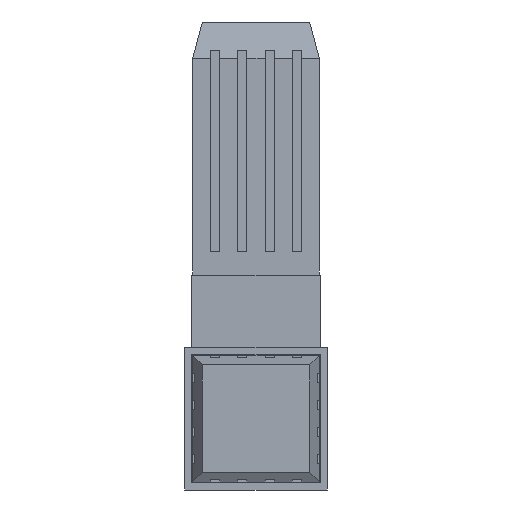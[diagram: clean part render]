
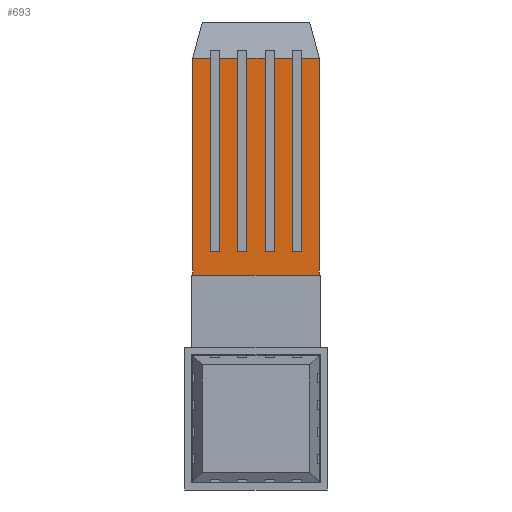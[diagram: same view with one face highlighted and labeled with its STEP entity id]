
A CAD part, left-side view. The second image highlights one B-rep face of the part: STEP entity #693.
In plain terms, the highlighted planar face has unit normal (-1, 0, 0).
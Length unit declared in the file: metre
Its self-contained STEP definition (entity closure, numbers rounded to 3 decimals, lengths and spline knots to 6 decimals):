
#693=ADVANCED_FACE('',(#1410),#1411,.T.);
#1410=FACE_OUTER_BOUND('',#2149,.T.);
#1411=PLANE('',#2150);
#2149=EDGE_LOOP('',(#4312,#4313,#4314,#4315,#4316,#4317,#4318,#4319,#4320,#4321,#4322,#4323,#4324,#4325,#4326,#4327,#4328,#4329,#4330,#4331));
#2150=AXIS2_PLACEMENT_3D('',#4332,#4333,#4334);
#4312=ORIENTED_EDGE('',*,*,#4890,.T.);
#4313=ORIENTED_EDGE('',*,*,#4697,.T.);
#4314=ORIENTED_EDGE('',*,*,#4771,.T.);
#4315=ORIENTED_EDGE('',*,*,#5228,.T.);
#4316=ORIENTED_EDGE('',*,*,#5027,.T.);
#4317=ORIENTED_EDGE('',*,*,#4693,.T.);
#4318=ORIENTED_EDGE('',*,*,#5127,.T.);
#4319=ORIENTED_EDGE('',*,*,#5062,.T.);
#4320=ORIENTED_EDGE('',*,*,#5015,.T.);
#4321=ORIENTED_EDGE('',*,*,#4689,.T.);
#4322=ORIENTED_EDGE('',*,*,#5172,.T.);
#4323=ORIENTED_EDGE('',*,*,#5458,.T.);
#4324=ORIENTED_EDGE('',*,*,#4773,.T.);
#4325=ORIENTED_EDGE('',*,*,#4685,.T.);
#4326=ORIENTED_EDGE('',*,*,#4574,.F.);
#4327=ORIENTED_EDGE('',*,*,#4810,.F.);
#4328=ORIENTED_EDGE('',*,*,#5288,.F.);
#4329=ORIENTED_EDGE('',*,*,#4681,.T.);
#4330=ORIENTED_EDGE('',*,*,#5190,.T.);
#4331=ORIENTED_EDGE('',*,*,#4780,.T.);
#4332=CARTESIAN_POINT('',(0.255397,0.012535,0.059995));
#4333=DIRECTION('',(-1.0,0.0,0.));
#4334=DIRECTION('',(0.,0.0,1.0));
#4574=EDGE_CURVE('',#5503,#5505,#5506,.T.);
#4681=EDGE_CURVE('',#5701,#5699,#5702,.T.);
#4685=EDGE_CURVE('',#5708,#5505,#5709,.T.);
#4689=EDGE_CURVE('',#5716,#5714,#5717,.T.);
#4693=EDGE_CURVE('',#5724,#5722,#5725,.T.);
#4697=EDGE_CURVE('',#5695,#5730,#5732,.T.);
#4771=EDGE_CURVE('',#5730,#5860,#5862,.T.);
#4773=EDGE_CURVE('',#5864,#5708,#5865,.T.);
#4780=EDGE_CURVE('',#5870,#5875,#5877,.T.);
#4810=EDGE_CURVE('',#5928,#5503,#5929,.T.);
#4890=EDGE_CURVE('',#5875,#5695,#6053,.T.);
#5015=EDGE_CURVE('',#6250,#5716,#6251,.T.);
#5027=EDGE_CURVE('',#6267,#5724,#6268,.T.);
#5062=EDGE_CURVE('',#6316,#6250,#6320,.T.);
#5127=EDGE_CURVE('',#5722,#6316,#6415,.T.);
#5172=EDGE_CURVE('',#5714,#6474,#6476,.T.);
#5190=EDGE_CURVE('',#5699,#5870,#6496,.T.);
#5228=EDGE_CURVE('',#5860,#6267,#6550,.T.);
#5288=EDGE_CURVE('',#5701,#5928,#6633,.T.);
#5458=EDGE_CURVE('',#6474,#5864,#6834,.T.);
#5503=VERTEX_POINT('',#6884);
#5505=VERTEX_POINT('',#6887);
#5506=LINE('',#6888,#6889);
#5695=VERTEX_POINT('',#7163);
#5699=VERTEX_POINT('',#7169);
#5701=VERTEX_POINT('',#7172);
#5702=LINE('',#7173,#7174);
#5708=VERTEX_POINT('',#7183);
#5709=LINE('',#7184,#7185);
#5714=VERTEX_POINT('',#7192);
#5716=VERTEX_POINT('',#7195);
#5717=LINE('',#7196,#7197);
#5722=VERTEX_POINT('',#7204);
#5724=VERTEX_POINT('',#7207);
#5725=LINE('',#7208,#7209);
#5730=VERTEX_POINT('',#7216);
#5732=LINE('',#7219,#7220);
#5860=VERTEX_POINT('',#7410);
#5862=LINE('',#7413,#7414);
#5864=VERTEX_POINT('',#7416);
#5865=LINE('',#7417,#7418);
#5870=VERTEX_POINT('',#7425);
#5875=VERTEX_POINT('',#7432);
#5877=LINE('',#7435,#7436);
#5928=VERTEX_POINT('',#7512);
#5929=LINE('',#7513,#7514);
#6053=LINE('',#7698,#7699);
#6250=VERTEX_POINT('',#7997);
#6251=LINE('',#7998,#7999);
#6267=VERTEX_POINT('',#8024);
#6268=LINE('',#8025,#8026);
#6316=VERTEX_POINT('',#8097);
#6320=LINE('',#8103,#8104);
#6415=LINE('',#8252,#8253);
#6474=VERTEX_POINT('',#8341);
#6476=LINE('',#8344,#8345);
#6496=LINE('',#8374,#8375);
#6550=LINE('',#8459,#8460);
#6633=LINE('',#8591,#8592);
#6834=LINE('',#8890,#8891);
#6884=CARTESIAN_POINT('',(0.255397,0.023673,0.03777));
#6887=CARTESIAN_POINT('',(0.255397,0.023673,0.07587));
#6888=CARTESIAN_POINT('',(0.255397,0.023673,0.059995));
#6889=VECTOR('',#8933,1.0);
#7163=CARTESIAN_POINT('',(0.255397,0.00617,0.07587));
#7169=CARTESIAN_POINT('',(0.255397,0.004583,0.07587));
#7172=CARTESIAN_POINT('',(0.255397,0.001397,0.07587));
#7173=CARTESIAN_POINT('',(0.255397,0.012535,0.07587));
#7174=VECTOR('',#9022,1.0);
#7183=CARTESIAN_POINT('',(0.255397,0.020488,0.07587));
#7184=CARTESIAN_POINT('',(0.255397,0.012535,0.07587));
#7185=VECTOR('',#9026,1.0);
#7192=CARTESIAN_POINT('',(0.255397,0.018901,0.07587));
#7195=CARTESIAN_POINT('',(0.255397,0.015716,0.07587));
#7196=CARTESIAN_POINT('',(0.255397,0.012535,0.07587));
#7197=VECTOR('',#9030,1.0);
#7204=CARTESIAN_POINT('',(0.255397,0.014128,0.07587));
#7207=CARTESIAN_POINT('',(0.255397,0.010943,0.07587));
#7208=CARTESIAN_POINT('',(0.255397,0.012535,0.07587));
#7209=VECTOR('',#9034,1.0);
#7216=CARTESIAN_POINT('',(0.255397,0.009355,0.07587));
#7219=CARTESIAN_POINT('',(0.255397,0.012535,0.07587));
#7220=VECTOR('',#9038,1.0);
#7410=CARTESIAN_POINT('',(0.255397,0.009355,0.041891));
#7413=CARTESIAN_POINT('',(0.255397,0.009355,0.062529));
#7414=VECTOR('',#9102,1.0);
#7416=CARTESIAN_POINT('',(0.255397,0.020488,0.041891));
#7417=CARTESIAN_POINT('',(0.255397,0.020488,0.062529));
#7418=VECTOR('',#9103,1.0);
#7425=CARTESIAN_POINT('',(0.255397,0.004583,0.041891));
#7432=CARTESIAN_POINT('',(0.255397,0.00617,0.041891));
#7435=CARTESIAN_POINT('',(0.255397,0.004583,0.041891));
#7436=VECTOR('',#9109,1.0);
#7512=CARTESIAN_POINT('',(0.255397,0.001397,0.03777));
#7513=CARTESIAN_POINT('',(0.255397,0.012535,0.03777));
#7514=VECTOR('',#9135,1.0);
#7698=CARTESIAN_POINT('',(0.255397,0.00617,0.062529));
#7699=VECTOR('',#9196,1.0);
#7997=CARTESIAN_POINT('',(0.255397,0.015716,0.041891));
#7998=CARTESIAN_POINT('',(0.255397,0.015716,0.062529));
#7999=VECTOR('',#9298,1.0);
#8024=CARTESIAN_POINT('',(0.255397,0.010943,0.041891));
#8025=CARTESIAN_POINT('',(0.255397,0.010943,0.062529));
#8026=VECTOR('',#9308,1.0);
#8097=CARTESIAN_POINT('',(0.255397,0.014128,0.041891));
#8103=CARTESIAN_POINT('',(0.255397,0.014128,0.041891));
#8104=VECTOR('',#9334,1.0);
#8252=CARTESIAN_POINT('',(0.255397,0.014128,0.062529));
#8253=VECTOR('',#9388,1.0);
#8341=CARTESIAN_POINT('',(0.255397,0.018901,0.041891));
#8344=CARTESIAN_POINT('',(0.255397,0.018901,0.062529));
#8345=VECTOR('',#9419,1.0);
#8374=CARTESIAN_POINT('',(0.255397,0.004583,0.062529));
#8375=VECTOR('',#9429,1.0);
#8459=CARTESIAN_POINT('',(0.255397,0.009355,0.041891));
#8460=VECTOR('',#9460,1.0);
#8591=CARTESIAN_POINT('',(0.255397,0.001397,0.059995));
#8592=VECTOR('',#9509,1.0);
#8890=CARTESIAN_POINT('',(0.255397,0.018901,0.041891));
#8891=VECTOR('',#9607,1.0);
#8933=DIRECTION('',(0.,0.0,1.0));
#9022=DIRECTION('',(0.0,1.0,0.0));
#9026=DIRECTION('',(0.0,1.0,0.0));
#9030=DIRECTION('',(0.0,1.0,0.0));
#9034=DIRECTION('',(0.0,1.0,0.0));
#9038=DIRECTION('',(0.0,1.0,0.0));
#9102=DIRECTION('',(0.,0.0,-1.0));
#9103=DIRECTION('',(0.,0.0,1.0));
#9109=DIRECTION('',(0.0,1.0,0.0));
#9135=DIRECTION('',(0.0,1.0,0.0));
#9196=DIRECTION('',(0.,0.0,1.0));
#9298=DIRECTION('',(0.,0.0,1.0));
#9308=DIRECTION('',(0.,0.0,1.0));
#9334=DIRECTION('',(0.0,1.0,0.0));
#9388=DIRECTION('',(0.,0.0,-1.0));
#9419=DIRECTION('',(0.,0.0,-1.0));
#9429=DIRECTION('',(0.,0.0,-1.0));
#9460=DIRECTION('',(0.0,1.0,0.0));
#9509=DIRECTION('',(0.,0.0,-1.0));
#9607=DIRECTION('',(0.0,1.0,0.0));
